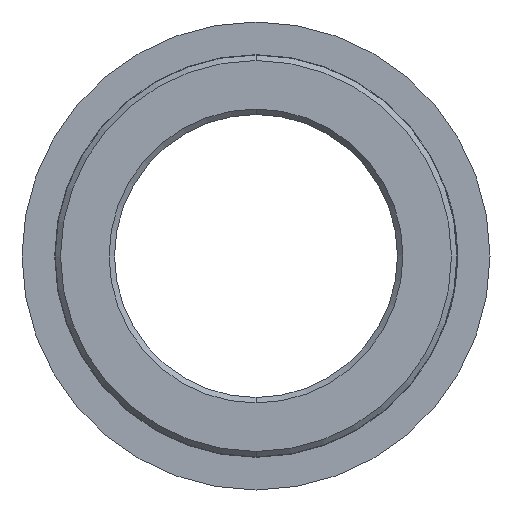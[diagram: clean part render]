
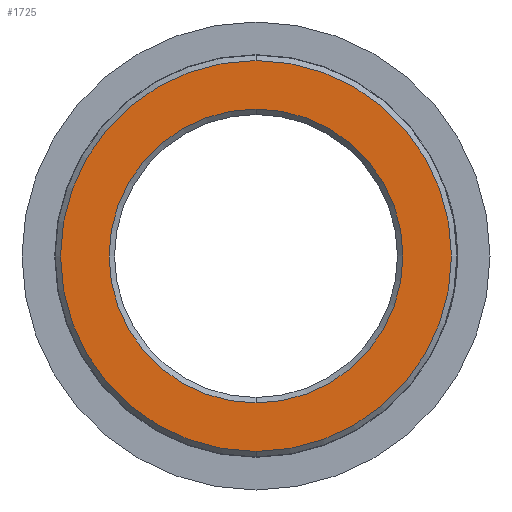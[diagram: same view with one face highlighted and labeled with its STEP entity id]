
A CAD part, front view. The second image highlights one B-rep face of the part: STEP entity #1725.
In plain terms, the highlighted planar face has unit normal (0, -1, 0).
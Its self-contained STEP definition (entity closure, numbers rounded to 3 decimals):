
#78 = EDGE_LOOP ( 'NONE', ( #1455, #458 ) ) ;
#116 = CARTESIAN_POINT ( 'NONE',  ( 0., -44.313, 0. ) ) ;
#220 = DIRECTION ( 'NONE',  ( 0., 0., -1. ) ) ;
#272 = EDGE_CURVE ( 'NONE', #925, #1258, #892, .T. ) ;
#444 = FACE_BOUND ( 'NONE', #78, .T. ) ;
#458 = ORIENTED_EDGE ( 'NONE', *, *, #272, .F. ) ;
#459 = EDGE_CURVE ( 'NONE', #588, #519, #1088, .T. ) ;
#504 = CARTESIAN_POINT ( 'NONE',  ( 0., -44.313, 0. ) ) ;
#519 = VERTEX_POINT ( 'NONE', #2718 ) ;
#558 = ORIENTED_EDGE ( 'NONE', *, *, #1003, .T. ) ;
#588 = VERTEX_POINT ( 'NONE', #2003 ) ;
#856 = DIRECTION ( 'NONE',  ( 0., -1., 0. ) ) ;
#892 = CIRCLE ( 'NONE', #1310, 13.5 ) ;
#899 = EDGE_CURVE ( 'NONE', #1258, #925, #1352, .T. ) ;
#911 = DIRECTION ( 'NONE',  ( 0., 0., -1. ) ) ;
#925 = VERTEX_POINT ( 'NONE', #2001 ) ;
#952 = AXIS2_PLACEMENT_3D ( 'NONE', #504, #2560, #1508 ) ;
#1003 = EDGE_CURVE ( 'NONE', #519, #588, #1086, .T. ) ;
#1086 = CIRCLE ( 'NONE', #952, 17.96 ) ;
#1088 = CIRCLE ( 'NONE', #2517, 17.96 ) ;
#1122 = DIRECTION ( 'NONE',  ( 0., 0., -1. ) ) ;
#1257 = CARTESIAN_POINT ( 'NONE',  ( 17.96, -44.313, 0. ) ) ;
#1258 = VERTEX_POINT ( 'NONE', #1808 ) ;
#1281 = FACE_OUTER_BOUND ( 'NONE', #1992, .T. ) ;
#1310 = AXIS2_PLACEMENT_3D ( 'NONE', #1740, #2147, #911 ) ;
#1352 = CIRCLE ( 'NONE', #2232, 13.5 ) ;
#1455 = ORIENTED_EDGE ( 'NONE', *, *, #899, .F. ) ;
#1508 = DIRECTION ( 'NONE',  ( 0., 0., -1. ) ) ;
#1592 = ORIENTED_EDGE ( 'NONE', *, *, #459, .T. ) ;
#1652 = PLANE ( 'NONE',  #2127 ) ;
#1669 = DIRECTION ( 'NONE',  ( 0., -1., 0. ) ) ;
#1725 = ADVANCED_FACE ( 'NONE', ( #1281, #444 ), #1652, .T. ) ;
#1740 = CARTESIAN_POINT ( 'NONE',  ( 0., -44.313, 0. ) ) ;
#1778 = DIRECTION ( 'NONE',  ( 0., -1., 0. ) ) ;
#1808 = CARTESIAN_POINT ( 'NONE',  ( 0., -44.313, -13.5 ) ) ;
#1992 = EDGE_LOOP ( 'NONE', ( #1592, #558 ) ) ;
#2001 = CARTESIAN_POINT ( 'NONE',  ( 0., -44.313, 13.5 ) ) ;
#2003 = CARTESIAN_POINT ( 'NONE',  ( 0., -44.313, 17.96 ) ) ;
#2066 = CARTESIAN_POINT ( 'NONE',  ( 0., -44.313, 0. ) ) ;
#2127 = AXIS2_PLACEMENT_3D ( 'NONE', #1257, #856, #220 ) ;
#2147 = DIRECTION ( 'NONE',  ( 0., -1., 0. ) ) ;
#2232 = AXIS2_PLACEMENT_3D ( 'NONE', #116, #1778, #1122 ) ;
#2282 = DIRECTION ( 'NONE',  ( 0., 0., -1. ) ) ;
#2517 = AXIS2_PLACEMENT_3D ( 'NONE', #2066, #1669, #2282 ) ;
#2560 = DIRECTION ( 'NONE',  ( 0., -1., 0. ) ) ;
#2718 = CARTESIAN_POINT ( 'NONE',  ( 0., -44.313, -17.96 ) ) ;
